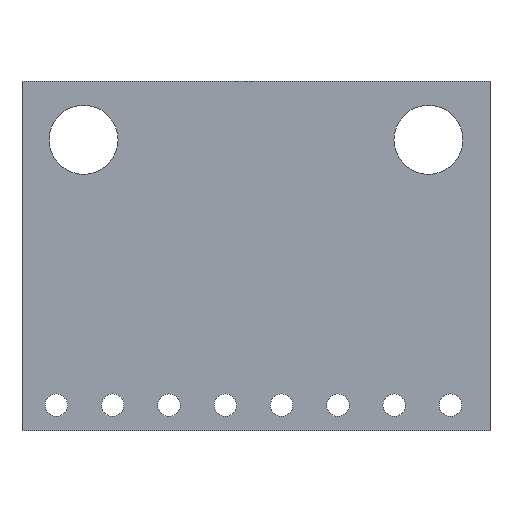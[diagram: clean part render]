
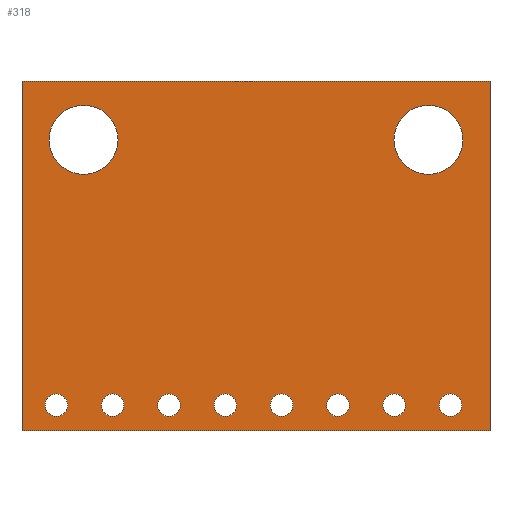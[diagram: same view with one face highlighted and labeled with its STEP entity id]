
A CAD part, front view. The second image highlights one B-rep face of the part: STEP entity #318.
In plain terms, the highlighted planar face has unit normal (0, -1, 0).
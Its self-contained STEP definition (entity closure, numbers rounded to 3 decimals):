
#18=LINE('',#528,#30);
#19=LINE('',#530,#31);
#20=LINE('',#532,#32);
#21=LINE('',#533,#33);
#30=VECTOR('',#449,1000.);
#31=VECTOR('',#450,1000.);
#32=VECTOR('',#451,1000.);
#33=VECTOR('',#452,1000.);
#39=PLANE('',#374);
#64=FACE_BOUND('',#122,.T.);
#65=FACE_BOUND('',#123,.T.);
#66=FACE_BOUND('',#124,.T.);
#67=FACE_BOUND('',#125,.T.);
#68=FACE_BOUND('',#126,.T.);
#69=FACE_BOUND('',#127,.T.);
#70=FACE_BOUND('',#128,.T.);
#71=FACE_BOUND('',#129,.T.);
#72=FACE_BOUND('',#130,.T.);
#73=FACE_BOUND('',#131,.T.);
#85=FACE_OUTER_BOUND('',#121,.T.);
#121=EDGE_LOOP('',(#250,#251,#252,#253));
#122=EDGE_LOOP('',(#254));
#123=EDGE_LOOP('',(#255));
#124=EDGE_LOOP('',(#256));
#125=EDGE_LOOP('',(#257));
#126=EDGE_LOOP('',(#258));
#127=EDGE_LOOP('',(#259));
#128=EDGE_LOOP('',(#260));
#129=EDGE_LOOP('',(#261));
#130=EDGE_LOOP('',(#262));
#131=EDGE_LOOP('',(#263));
#136=CIRCLE('',#344,0.508);
#138=CIRCLE('',#347,0.508);
#140=CIRCLE('',#350,0.508);
#142=CIRCLE('',#353,0.508);
#144=CIRCLE('',#356,0.508);
#146=CIRCLE('',#359,0.508);
#148=CIRCLE('',#362,0.508);
#150=CIRCLE('',#365,0.508);
#152=CIRCLE('',#368,1.556);
#154=CIRCLE('',#371,1.556);
#156=VERTEX_POINT('',#467);
#158=VERTEX_POINT('',#472);
#160=VERTEX_POINT('',#477);
#162=VERTEX_POINT('',#482);
#164=VERTEX_POINT('',#487);
#166=VERTEX_POINT('',#492);
#168=VERTEX_POINT('',#497);
#170=VERTEX_POINT('',#502);
#172=VERTEX_POINT('',#507);
#174=VERTEX_POINT('',#512);
#180=VERTEX_POINT('',#526);
#181=VERTEX_POINT('',#527);
#182=VERTEX_POINT('',#529);
#183=VERTEX_POINT('',#531);
#184=EDGE_CURVE('',#156,#156,#136,.T.);
#186=EDGE_CURVE('',#158,#158,#138,.T.);
#188=EDGE_CURVE('',#160,#160,#140,.T.);
#190=EDGE_CURVE('',#162,#162,#142,.T.);
#192=EDGE_CURVE('',#164,#164,#144,.T.);
#194=EDGE_CURVE('',#166,#166,#146,.T.);
#196=EDGE_CURVE('',#168,#168,#148,.T.);
#198=EDGE_CURVE('',#170,#170,#150,.T.);
#200=EDGE_CURVE('',#172,#172,#152,.T.);
#202=EDGE_CURVE('',#174,#174,#154,.T.);
#208=EDGE_CURVE('',#180,#181,#18,.T.);
#209=EDGE_CURVE('',#182,#180,#19,.T.);
#210=EDGE_CURVE('',#183,#182,#20,.T.);
#211=EDGE_CURVE('',#181,#183,#21,.T.);
#250=ORIENTED_EDGE('',*,*,#208,.F.);
#251=ORIENTED_EDGE('',*,*,#209,.F.);
#252=ORIENTED_EDGE('',*,*,#210,.F.);
#253=ORIENTED_EDGE('',*,*,#211,.F.);
#254=ORIENTED_EDGE('',*,*,#200,.T.);
#255=ORIENTED_EDGE('',*,*,#196,.T.);
#256=ORIENTED_EDGE('',*,*,#192,.T.);
#257=ORIENTED_EDGE('',*,*,#188,.T.);
#258=ORIENTED_EDGE('',*,*,#184,.T.);
#259=ORIENTED_EDGE('',*,*,#186,.T.);
#260=ORIENTED_EDGE('',*,*,#190,.T.);
#261=ORIENTED_EDGE('',*,*,#194,.T.);
#262=ORIENTED_EDGE('',*,*,#198,.T.);
#263=ORIENTED_EDGE('',*,*,#202,.T.);
#318=ADVANCED_FACE('',(#85,#64,#65,#66,#67,#68,#69,#70,#71,#72,#73),#39,
 .T.);
#344=AXIS2_PLACEMENT_3D('',#468,#383,#384);
#347=AXIS2_PLACEMENT_3D('',#473,#389,#390);
#350=AXIS2_PLACEMENT_3D('',#478,#395,#396);
#353=AXIS2_PLACEMENT_3D('',#483,#401,#402);
#356=AXIS2_PLACEMENT_3D('',#488,#407,#408);
#359=AXIS2_PLACEMENT_3D('',#493,#413,#414);
#362=AXIS2_PLACEMENT_3D('',#498,#419,#420);
#365=AXIS2_PLACEMENT_3D('',#503,#425,#426);
#368=AXIS2_PLACEMENT_3D('',#508,#431,#432);
#371=AXIS2_PLACEMENT_3D('',#513,#437,#438);
#374=AXIS2_PLACEMENT_3D('',#525,#447,#448);
#383=DIRECTION('center_axis',(0.,1.,0.));
#384=DIRECTION('ref_axis',(0.,0.,1.));
#389=DIRECTION('center_axis',(0.,1.,0.));
#390=DIRECTION('ref_axis',(0.,0.,1.));
#395=DIRECTION('center_axis',(0.,1.,0.));
#396=DIRECTION('ref_axis',(0.,0.,1.));
#401=DIRECTION('center_axis',(0.,1.,0.));
#402=DIRECTION('ref_axis',(0.,0.,1.));
#407=DIRECTION('center_axis',(0.,1.,0.));
#408=DIRECTION('ref_axis',(0.,0.,1.));
#413=DIRECTION('center_axis',(0.,1.,0.));
#414=DIRECTION('ref_axis',(0.,0.,1.));
#419=DIRECTION('center_axis',(0.,1.,0.));
#420=DIRECTION('ref_axis',(0.,0.,1.));
#425=DIRECTION('center_axis',(0.,1.,0.));
#426=DIRECTION('ref_axis',(0.,0.,1.));
#431=DIRECTION('center_axis',(0.,1.,0.));
#432=DIRECTION('ref_axis',(0.,0.,-1.));
#437=DIRECTION('center_axis',(0.,1.,0.));
#438=DIRECTION('ref_axis',(0.,0.,1.));
#447=DIRECTION('center_axis',(0.,-1.,0.));
#448=DIRECTION('ref_axis',(0.,0.,-1.));
#449=DIRECTION('',(0.,0.,-1.));
#450=DIRECTION('',(1.,0.,0.));
#451=DIRECTION('',(0.,0.,1.));
#452=DIRECTION('',(-1.,0.,0.));
#467=CARTESIAN_POINT('',(8.776,-0.572,-6.223));
#468=CARTESIAN_POINT('Origin',(8.776,-0.572,-6.731));
#472=CARTESIAN_POINT('',(6.236,-0.572,-6.223));
#473=CARTESIAN_POINT('Origin',(6.236,-0.572,-6.731));
#477=CARTESIAN_POINT('',(3.696,-0.572,-6.223));
#478=CARTESIAN_POINT('Origin',(3.696,-0.572,-6.731));
#482=CARTESIAN_POINT('',(1.156,-0.572,-6.223));
#483=CARTESIAN_POINT('Origin',(1.156,-0.572,-6.731));
#487=CARTESIAN_POINT('',(-1.384,-0.572,-6.223));
#488=CARTESIAN_POINT('Origin',(-1.384,-0.572,-6.731));
#492=CARTESIAN_POINT('',(-3.924,-0.572,-6.223));
#493=CARTESIAN_POINT('Origin',(-3.924,-0.572,-6.731));
#497=CARTESIAN_POINT('',(-6.464,-0.572,-6.223));
#498=CARTESIAN_POINT('Origin',(-6.464,-0.572,-6.731));
#502=CARTESIAN_POINT('',(-9.004,-0.572,-6.223));
#503=CARTESIAN_POINT('Origin',(-9.004,-0.572,-6.731));
#507=CARTESIAN_POINT('',(7.779,-0.572,6.795));
#508=CARTESIAN_POINT('Origin',(7.779,-0.572,5.239));
#512=CARTESIAN_POINT('',(-7.779,-0.572,6.795));
#513=CARTESIAN_POINT('Origin',(-7.779,-0.572,5.239));
#525=CARTESIAN_POINT('Origin',(0.,-0.572,0.));
#526=CARTESIAN_POINT('',(10.554,-0.572,7.874));
#527=CARTESIAN_POINT('',(10.554,-0.572,-7.874));
#528=CARTESIAN_POINT('',(10.554,-0.572,7.874));
#529=CARTESIAN_POINT('',(-10.554,-0.572,7.874));
#530=CARTESIAN_POINT('',(-10.554,-0.572,7.874));
#531=CARTESIAN_POINT('',(-10.554,-0.572,-7.874));
#532=CARTESIAN_POINT('',(-10.554,-0.572,7.874));
#533=CARTESIAN_POINT('',(-10.554,-0.572,-7.874));
